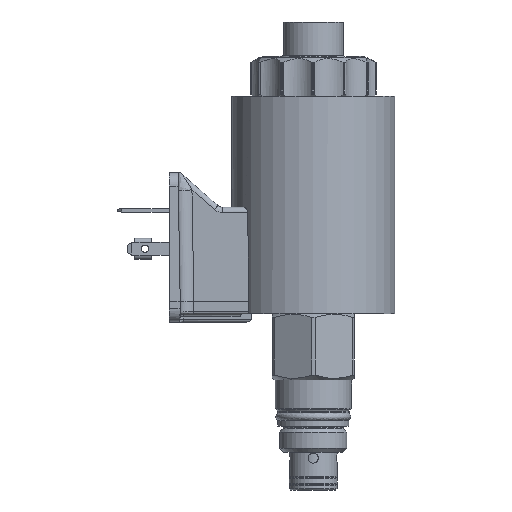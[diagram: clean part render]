
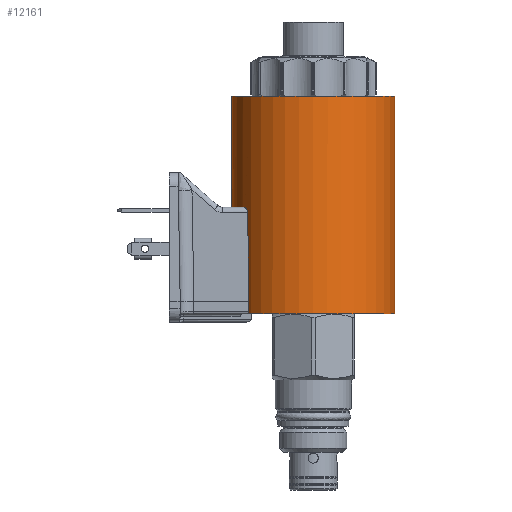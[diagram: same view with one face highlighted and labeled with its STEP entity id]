
A CAD part, front view. The second image highlights one B-rep face of the part: STEP entity #12161.
In plain terms, the highlighted cylindrical face has radius 18.955 mm (diameter 37.909 mm), a partial arc.
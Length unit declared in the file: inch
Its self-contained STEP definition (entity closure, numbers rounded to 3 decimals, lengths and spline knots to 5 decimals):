
#678=CARTESIAN_POINT('',(0.,0.,2.86));
#679=DIRECTION('',(0.,0.,-1.));
#680=DIRECTION('',(1.,0.001,0.));
#681=AXIS2_PLACEMENT_3D('',#678,#679,#680);
#808=DIRECTION('',(0.,0.,1.));
#809=VECTOR('',#808,0.599);
#810=CARTESIAN_POINT('',(-0.6463,-0.37308,0.868));
#811=LINE('',#810,#809);
#812=CARTESIAN_POINT('',(-0.6463,-0.37308,1.467));
#813=CARTESIAN_POINT('',(-0.6463,-0.37308,
1.47088));
#814=CARTESIAN_POINT('',(-0.64654,-0.37266,
1.4787));
#815=CARTESIAN_POINT('',(-0.64766,-0.37071,
1.49064));
#816=CARTESIAN_POINT('',(-0.64958,-0.36735,
1.50257));
#817=CARTESIAN_POINT('',(-0.65228,-0.36253,
1.51429));
#818=CARTESIAN_POINT('',(-0.65574,-0.35625,
1.52561));
#819=CARTESIAN_POINT('',(-0.65992,-0.34846,
1.5364));
#820=CARTESIAN_POINT('',(-0.66477,-0.33913,
1.54645));
#821=CARTESIAN_POINT('',(-0.67014,-0.3284,
1.55544));
#822=CARTESIAN_POINT('',(-0.67588,-0.31645,
1.56312));
#823=CARTESIAN_POINT('',(-0.68179,-0.30351,
1.56927));
#824=CARTESIAN_POINT('',(-0.68772,-0.28985,
1.57373));
#825=CARTESIAN_POINT('',(-0.69349,-0.27575,
1.57642));
#826=CARTESIAN_POINT('',(-0.69712,-0.26635,
1.577));
#827=CARTESIAN_POINT('',(-0.69888,-0.26163,1.577));
#829=DIRECTION('',(0.,0.,-1.));
#830=VECTOR('',#829,1.992);
#831=CARTESIAN_POINT('',(0.74625,0.00068,2.86));
#832=LINE('',#831,#830);
#854=CARTESIAN_POINT('',(0.,0.,0.868));
#855=DIRECTION('',(0.,0.,1.));
#856=DIRECTION('',(-0.866,-0.5,0.));
#857=AXIS2_PLACEMENT_3D('',#854,#855,#856);
#900=DIRECTION('',(0.,0.,-1.));
#901=VECTOR('',#900,1.283);
#902=CARTESIAN_POINT('',(-0.74625,-0.00068,2.86));
#903=LINE('',#902,#901);
#909=CARTESIAN_POINT('',(0.,0.,1.577));
#910=DIRECTION('',(0.,0.,1.));
#911=DIRECTION('',(-1.,-0.001,0.));
#912=AXIS2_PLACEMENT_3D('',#909,#910,#911);
#10048=CARTESIAN_POINT('',(-0.74625,-0.00068,1.577));
#10049=VERTEX_POINT('',#10048);
#10052=CARTESIAN_POINT('',(0.74625,0.00068,0.868));
#10053=VERTEX_POINT('',#10052);
#10054=CARTESIAN_POINT('',(0.74625,0.00068,2.86));
#10055=VERTEX_POINT('',#10054);
#10056=CARTESIAN_POINT('',(-0.74625,-0.00068,2.86));
#10057=VERTEX_POINT('',#10056);
#10058=CARTESIAN_POINT('',(-0.69888,-0.26163,1.577));
#10059=VERTEX_POINT('',#10058);
#10062=CARTESIAN_POINT('',(-0.6463,-0.37308,0.868));
#10063=CARTESIAN_POINT('',(-0.6463,-0.37308,1.467));
#10064=VERTEX_POINT('',#10062);
#10065=VERTEX_POINT('',#10063);
#12141=CARTESIAN_POINT('',(0.,0.,2.9596));
#12142=DIRECTION('',(0.,0.,-1.));
#12143=DIRECTION('',(1.,0.001,0.));
#12144=AXIS2_PLACEMENT_3D('',#12141,#12142,#12143);
#12145=CYLINDRICAL_SURFACE('',#12144,0.74625);
#12147=ORIENTED_EDGE('',*,*,#12146,.T.);
#12149=ORIENTED_EDGE('',*,*,#12148,.T.);
#12151=ORIENTED_EDGE('',*,*,#12150,.F.);
#12153=ORIENTED_EDGE('',*,*,#12152,.F.);
#12154=ORIENTED_EDGE('',*,*,#12078,.F.);
#12156=ORIENTED_EDGE('',*,*,#12155,.T.);
#12158=ORIENTED_EDGE('',*,*,#12157,.F.);
#12159=EDGE_LOOP('',(#12147,#12149,#12151,#12153,#12154,#12156,#12158));
#12160=FACE_OUTER_BOUND('',#12159,.F.);
#682=CIRCLE('',#681,0.74625);
#828=B_SPLINE_CURVE_WITH_KNOTS('',3,(#812,#813,#814,#815,#816,#817,#818,#819,
#820,#821,#822,#823,#824,#825,#826,#827),.UNSPECIFIED.,.F.,.F.,(4,1,1,1,1,1,1,1,
1,1,1,1,1,4),(0.,0.07692,0.15385,0.23077,
0.30769,0.38462,0.46154,0.53846,
0.61538,0.69231,0.76923,0.84615,
0.92308,1.),.UNSPECIFIED.);
#858=CIRCLE('',#857,0.74625);
#913=CIRCLE('',#912,0.74625);
#12078=EDGE_CURVE('',#10055,#10057,#682,.T.);
#12146=EDGE_CURVE('',#10064,#10065,#811,.T.);
#12148=EDGE_CURVE('',#10065,#10059,#828,.T.);
#12150=EDGE_CURVE('',#10049,#10059,#913,.T.);
#12152=EDGE_CURVE('',#10057,#10049,#903,.T.);
#12155=EDGE_CURVE('',#10055,#10053,#832,.T.);
#12157=EDGE_CURVE('',#10064,#10053,#858,.T.);
#12161=ADVANCED_FACE('',(#12160),#12145,.T.);
